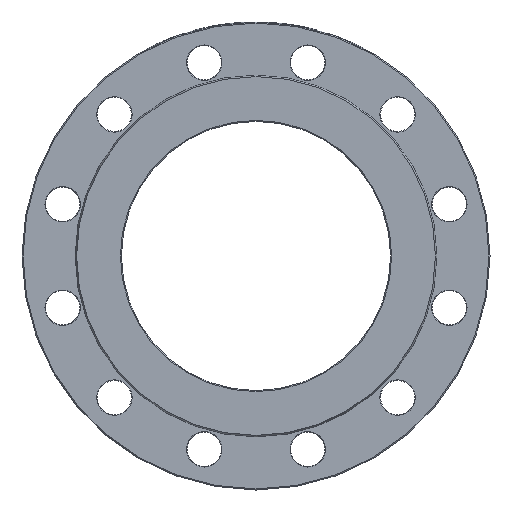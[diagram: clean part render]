
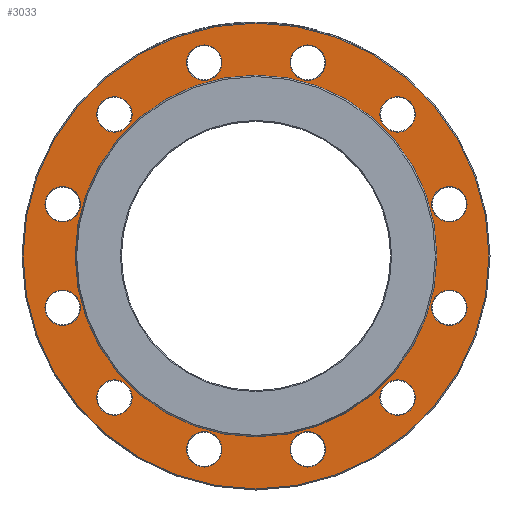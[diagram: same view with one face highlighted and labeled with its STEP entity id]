
A CAD part, left-side view. The second image highlights one B-rep face of the part: STEP entity #3033.
In plain terms, the highlighted planar face has unit normal (-1, 0, 0).
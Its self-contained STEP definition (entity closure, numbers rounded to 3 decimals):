
#150 = DIRECTION ( 'NONE',  ( 0., 0., -1. ) ) ;
#233 = ORIENTED_EDGE ( 'NONE', *, *, #7274, .T. ) ;
#253 = CIRCLE ( 'NONE', #9464, 17. ) ;
#264 = CARTESIAN_POINT ( 'NONE',  ( 3., 0., 0. ) ) ;
#361 = EDGE_LOOP ( 'NONE', ( #5064 ) ) ;
#423 = VERTEX_POINT ( 'NONE', #9319 ) ;
#432 = DIRECTION ( 'NONE',  ( 0., -0.5, -0.866 ) ) ;
#489 = CIRCLE ( 'NONE', #9539, 17. ) ;
#584 = ORIENTED_EDGE ( 'NONE', *, *, #4515, .T. ) ;
#587 = DIRECTION ( 'NONE',  ( 1., 0., 0. ) ) ;
#629 = VERTEX_POINT ( 'NONE', #3589 ) ;
#809 = CIRCLE ( 'NONE', #6863, 17. ) ;
#822 = DIRECTION ( 'NONE',  ( 1., 0., 0. ) ) ;
#912 = DIRECTION ( 'NONE',  ( 0., 0., 1. ) ) ;
#1050 = DIRECTION ( 'NONE',  ( 0., 1., 0. ) ) ;
#1076 = CARTESIAN_POINT ( 'NONE',  ( 3., 185.941, 49.823 ) ) ;
#1104 = CARTESIAN_POINT ( 'NONE',  ( 3., -66.823, -185.941 ) ) ;
#1193 = ORIENTED_EDGE ( 'NONE', *, *, #7796, .T. ) ;
#1198 = DIRECTION ( 'NONE',  ( 0., -0.5, 0.866 ) ) ;
#1237 = EDGE_LOOP ( 'NONE', ( #4345 ) ) ;
#1339 = CIRCLE ( 'NONE', #2268, 17. ) ;
#1344 = FACE_OUTER_BOUND ( 'NONE', #7864, .T. ) ;
#1491 = EDGE_LOOP ( 'NONE', ( #5532 ) ) ;
#1681 = DIRECTION ( 'NONE',  ( 0., -0.866, 0.5 ) ) ;
#1830 = CARTESIAN_POINT ( 'NONE',  ( 3., 66.823, 185.941 ) ) ;
#2071 = DIRECTION ( 'NONE',  ( 1., 0., 0. ) ) ;
#2207 = EDGE_LOOP ( 'NONE', ( #3779 ) ) ;
#2212 = DIRECTION ( 'NONE',  ( 1., 0., 0. ) ) ;
#2216 = FACE_BOUND ( 'NONE', #1237, .T. ) ;
#2268 = AXIS2_PLACEMENT_3D ( 'NONE', #9242, #6246, #6884 ) ;
#2473 = ORIENTED_EDGE ( 'NONE', *, *, #4030, .T. ) ;
#2712 = EDGE_LOOP ( 'NONE', ( #7676 ) ) ;
#2733 = EDGE_CURVE ( 'NONE', #3291, #3291, #5779, .T. ) ;
#2758 = VERTEX_POINT ( 'NONE', #8037 ) ;
#2809 = CIRCLE ( 'NONE', #6858, 17. ) ;
#2852 = FACE_BOUND ( 'NONE', #3032, .T. ) ;
#2909 = EDGE_CURVE ( 'NONE', #4162, #4162, #7640, .T. ) ;
#3032 = EDGE_LOOP ( 'NONE', ( #233 ) ) ;
#3033 = ADVANCED_FACE ( 'NONE', ( #5149, #9562, #3673, #4997, #8134, #4354, #2216, #7349, #9461, #5199, #2852, #8916, #1344, #7394 ), #9511, .F. ) ;
#3241 = CARTESIAN_POINT ( 'NONE',  ( 3., -150.84, -127.618 ) ) ;
#3291 = VERTEX_POINT ( 'NONE', #9218 ) ;
#3379 = DIRECTION ( 'NONE',  ( 1., 0., 0. ) ) ;
#3447 = DIRECTION ( 'NONE',  ( 1., 0., 0. ) ) ;
#3483 = DIRECTION ( 'NONE',  ( 0., 0., -1. ) ) ;
#3589 = CARTESIAN_POINT ( 'NONE',  ( 3., -185.941, 66.823 ) ) ;
#3673 = FACE_BOUND ( 'NONE', #3719, .T. ) ;
#3693 = DIRECTION ( 'NONE',  ( 0., 0., -1. ) ) ;
#3719 = EDGE_LOOP ( 'NONE', ( #584 ) ) ;
#3779 = ORIENTED_EDGE ( 'NONE', *, *, #9124, .T. ) ;
#4014 = VERTEX_POINT ( 'NONE', #7003 ) ;
#4030 = EDGE_CURVE ( 'NONE', #4014, #4014, #9380, .T. ) ;
#4036 = EDGE_CURVE ( 'NONE', #6270, #6270, #4668, .T. ) ;
#4107 = CARTESIAN_POINT ( 'NONE',  ( 3., -185.941, -49.823 ) ) ;
#4142 = EDGE_CURVE ( 'NONE', #8482, #8482, #489, .T. ) ;
#4162 = VERTEX_POINT ( 'NONE', #3241 ) ;
#4171 = CARTESIAN_POINT ( 'NONE',  ( 3., 136.118, -136.118 ) ) ;
#4208 = DIRECTION ( 'NONE',  ( 1., 0., 0. ) ) ;
#4215 = CARTESIAN_POINT ( 'NONE',  ( 3., 35.1, -194.441 ) ) ;
#4345 = ORIENTED_EDGE ( 'NONE', *, *, #6547, .T. ) ;
#4354 = FACE_BOUND ( 'NONE', #8827, .T. ) ;
#4422 = EDGE_LOOP ( 'NONE', ( #1193 ) ) ;
#4440 = AXIS2_PLACEMENT_3D ( 'NONE', #8932, #587, #3693 ) ;
#4515 = EDGE_CURVE ( 'NONE', #9418, #9418, #8589, .T. ) ;
#4625 = EDGE_CURVE ( 'NONE', #423, #423, #809, .T. ) ;
#4668 = CIRCLE ( 'NONE', #7805, 17. ) ;
#4844 = CARTESIAN_POINT ( 'NONE',  ( 3., 49.823, 185.941 ) ) ;
#4997 = FACE_BOUND ( 'NONE', #8083, .T. ) ;
#5064 = ORIENTED_EDGE ( 'NONE', *, *, #4625, .T. ) ;
#5127 = EDGE_CURVE ( 'NONE', #7793, #7793, #6864, .T. ) ;
#5149 = FACE_BOUND ( 'NONE', #7773, .T. ) ;
#5199 = FACE_BOUND ( 'NONE', #2207, .T. ) ;
#5414 = CARTESIAN_POINT ( 'NONE',  ( 3., -49.823, 185.941 ) ) ;
#5433 = ORIENTED_EDGE ( 'NONE', *, *, #5127, .T. ) ;
#5463 = DIRECTION ( 'NONE',  ( 1., 0., 0. ) ) ;
#5532 = ORIENTED_EDGE ( 'NONE', *, *, #2733, .F. ) ;
#5562 = DIRECTION ( 'NONE',  ( 0., 0.866, 0.5 ) ) ;
#5623 = AXIS2_PLACEMENT_3D ( 'NONE', #4844, #3379, #1050 ) ;
#5638 = CARTESIAN_POINT ( 'NONE',  ( 3., 136.118, 136.118 ) ) ;
#5690 = CARTESIAN_POINT ( 'NONE',  ( 3., 0., -224. ) ) ;
#5732 = DIRECTION ( 'NONE',  ( 0., -0.866, -0.5 ) ) ;
#5779 = CIRCLE ( 'NONE', #8267, 173.899 ) ;
#5892 = VERTEX_POINT ( 'NONE', #8089 ) ;
#5943 = VERTEX_POINT ( 'NONE', #4215 ) ;
#6190 = CARTESIAN_POINT ( 'NONE',  ( 3., 0., 0. ) ) ;
#6246 = DIRECTION ( 'NONE',  ( 1., 0., 0. ) ) ;
#6270 = VERTEX_POINT ( 'NONE', #6417 ) ;
#6406 = AXIS2_PLACEMENT_3D ( 'NONE', #4107, #6560, #1198 ) ;
#6417 = CARTESIAN_POINT ( 'NONE',  ( 3., -35.1, 194.441 ) ) ;
#6454 = DIRECTION ( 'NONE',  ( 1., 0., 0. ) ) ;
#6500 = ORIENTED_EDGE ( 'NONE', *, *, #2909, .T. ) ;
#6547 = EDGE_CURVE ( 'NONE', #9517, #9517, #7356, .T. ) ;
#6560 = DIRECTION ( 'NONE',  ( 1., 0., 0. ) ) ;
#6632 = CIRCLE ( 'NONE', #7574, 17. ) ;
#6650 = DIRECTION ( 'NONE',  ( 0., 0., 1. ) ) ;
#6654 = EDGE_LOOP ( 'NONE', ( #6500 ) ) ;
#6663 = VERTEX_POINT ( 'NONE', #8723 ) ;
#6678 = CARTESIAN_POINT ( 'NONE',  ( 3., -49.823, -185.941 ) ) ;
#6858 = AXIS2_PLACEMENT_3D ( 'NONE', #4171, #3447, #432 ) ;
#6863 = AXIS2_PLACEMENT_3D ( 'NONE', #5638, #4208, #8622 ) ;
#6864 = CIRCLE ( 'NONE', #7969, 224. ) ;
#6879 = DIRECTION ( 'NONE',  ( 1., 0., 0. ) ) ;
#6884 = DIRECTION ( 'NONE',  ( 0., 0.5, 0.866 ) ) ;
#7003 = CARTESIAN_POINT ( 'NONE',  ( 3., 194.441, 35.1 ) ) ;
#7274 = EDGE_CURVE ( 'NONE', #5892, #5892, #2809, .T. ) ;
#7285 = ORIENTED_EDGE ( 'NONE', *, *, #4036, .T. ) ;
#7349 = FACE_BOUND ( 'NONE', #6654, .T. ) ;
#7356 = CIRCLE ( 'NONE', #6406, 17. ) ;
#7394 = FACE_BOUND ( 'NONE', #1491, .T. ) ;
#7414 = CIRCLE ( 'NONE', #4440, 17. ) ;
#7500 = CARTESIAN_POINT ( 'NONE',  ( 3., -136.118, -136.118 ) ) ;
#7574 = AXIS2_PLACEMENT_3D ( 'NONE', #9356, #6454, #5732 ) ;
#7640 = CIRCLE ( 'NONE', #8735, 17. ) ;
#7676 = ORIENTED_EDGE ( 'NONE', *, *, #4142, .T. ) ;
#7773 = EDGE_LOOP ( 'NONE', ( #2473 ) ) ;
#7793 = VERTEX_POINT ( 'NONE', #5690 ) ;
#7796 = EDGE_CURVE ( 'NONE', #2758, #2758, #1339, .T. ) ;
#7805 = AXIS2_PLACEMENT_3D ( 'NONE', #5414, #6879, #5562 ) ;
#7864 = EDGE_LOOP ( 'NONE', ( #5433 ) ) ;
#7950 = AXIS2_PLACEMENT_3D ( 'NONE', #8768, #2071, #3483 ) ;
#7969 = AXIS2_PLACEMENT_3D ( 'NONE', #6190, #9183, #150 ) ;
#8037 = CARTESIAN_POINT ( 'NONE',  ( 3., -127.618, 150.84 ) ) ;
#8083 = EDGE_LOOP ( 'NONE', ( #7285 ) ) ;
#8089 = CARTESIAN_POINT ( 'NONE',  ( 3., 127.618, -150.84 ) ) ;
#8134 = FACE_BOUND ( 'NONE', #4422, .T. ) ;
#8174 = EDGE_CURVE ( 'NONE', #6663, #6663, #7414, .T. ) ;
#8267 = AXIS2_PLACEMENT_3D ( 'NONE', #264, #8328, #912 ) ;
#8328 = DIRECTION ( 'NONE',  ( -1., 0., 0. ) ) ;
#8450 = DIRECTION ( 'NONE',  ( 0., 0.5, -0.866 ) ) ;
#8482 = VERTEX_POINT ( 'NONE', #1104 ) ;
#8535 = ORIENTED_EDGE ( 'NONE', *, *, #8174, .T. ) ;
#8589 = CIRCLE ( 'NONE', #5623, 17. ) ;
#8622 = DIRECTION ( 'NONE',  ( 0., 0.866, -0.5 ) ) ;
#8723 = CARTESIAN_POINT ( 'NONE',  ( 3., 185.941, -66.823 ) ) ;
#8735 = AXIS2_PLACEMENT_3D ( 'NONE', #7500, #822, #1681 ) ;
#8768 = CARTESIAN_POINT ( 'NONE',  ( 3., 173.899, 0. ) ) ;
#8804 = ORIENTED_EDGE ( 'NONE', *, *, #9189, .T. ) ;
#8827 = EDGE_LOOP ( 'NONE', ( #8804 ) ) ;
#8840 = DIRECTION ( 'NONE',  ( 1., 0., 0. ) ) ;
#8874 = CARTESIAN_POINT ( 'NONE',  ( 3., -194.441, -35.1 ) ) ;
#8913 = AXIS2_PLACEMENT_3D ( 'NONE', #1076, #5463, #8450 ) ;
#8916 = FACE_BOUND ( 'NONE', #9290, .T. ) ;
#8932 = CARTESIAN_POINT ( 'NONE',  ( 3., 185.941, -49.823 ) ) ;
#8937 = DIRECTION ( 'NONE',  ( 0., -1., 0. ) ) ;
#8956 = CARTESIAN_POINT ( 'NONE',  ( 3., -185.941, 49.823 ) ) ;
#9124 = EDGE_CURVE ( 'NONE', #5943, #5943, #6632, .T. ) ;
#9183 = DIRECTION ( 'NONE',  ( -1., 0., 0. ) ) ;
#9189 = EDGE_CURVE ( 'NONE', #629, #629, #253, .T. ) ;
#9218 = CARTESIAN_POINT ( 'NONE',  ( 3., 0., 173.899 ) ) ;
#9242 = CARTESIAN_POINT ( 'NONE',  ( 3., -136.118, 136.118 ) ) ;
#9290 = EDGE_LOOP ( 'NONE', ( #8535 ) ) ;
#9319 = CARTESIAN_POINT ( 'NONE',  ( 3., 150.84, 127.618 ) ) ;
#9356 = CARTESIAN_POINT ( 'NONE',  ( 3., 49.823, -185.941 ) ) ;
#9380 = CIRCLE ( 'NONE', #8913, 17. ) ;
#9418 = VERTEX_POINT ( 'NONE', #1830 ) ;
#9461 = FACE_BOUND ( 'NONE', #2712, .T. ) ;
#9464 = AXIS2_PLACEMENT_3D ( 'NONE', #8956, #2212, #6650 ) ;
#9511 = PLANE ( 'NONE',  #7950 ) ;
#9517 = VERTEX_POINT ( 'NONE', #8874 ) ;
#9539 = AXIS2_PLACEMENT_3D ( 'NONE', #6678, #8840, #8937 ) ;
#9562 = FACE_BOUND ( 'NONE', #361, .T. ) ;
